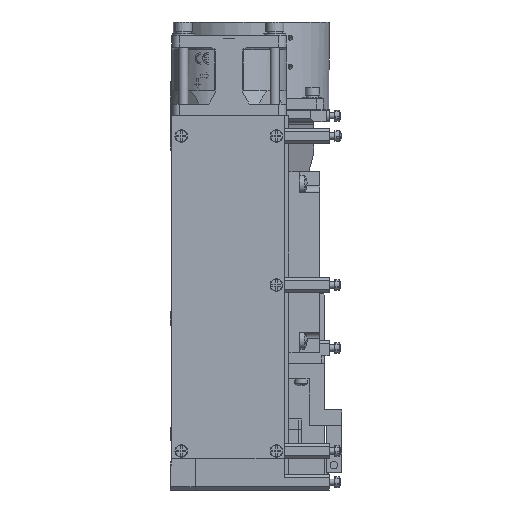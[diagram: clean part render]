
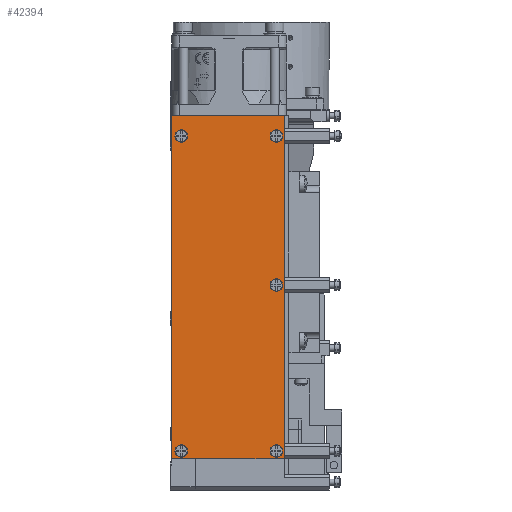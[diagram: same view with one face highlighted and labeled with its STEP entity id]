
A CAD part, front view. The second image highlights one B-rep face of the part: STEP entity #42394.
In plain terms, the highlighted planar face has unit normal (0, -1, 0).
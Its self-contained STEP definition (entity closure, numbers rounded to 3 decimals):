
#1724=PLANE('',#45538);
#3864=LINE('',#64091,#7785);
#3869=LINE('',#64102,#7790);
#3871=LINE('',#64106,#7792);
#3874=LINE('',#64112,#7795);
#7785=VECTOR('',#51674,1000.);
#7790=VECTOR('',#51681,1000.);
#7792=VECTOR('',#51685,1000.);
#7795=VECTOR('',#51690,1000.);
#13441=ORIENTED_EDGE('',*,*,#24307,.F.);
#13442=ORIENTED_EDGE('',*,*,#24302,.T.);
#13443=ORIENTED_EDGE('',*,*,#24309,.F.);
#13444=ORIENTED_EDGE('',*,*,#24312,.F.);
#13445=ORIENTED_EDGE('',*,*,#24313,.F.);
#13446=ORIENTED_EDGE('',*,*,#24314,.F.);
#13447=ORIENTED_EDGE('',*,*,#24315,.F.);
#13448=ORIENTED_EDGE('',*,*,#24316,.F.);
#13449=ORIENTED_EDGE('',*,*,#24317,.F.);
#24302=EDGE_CURVE('',#30032,#30033,#3864,.T.);
#24307=EDGE_CURVE('',#30032,#30037,#3869,.T.);
#24309=EDGE_CURVE('',#30038,#30033,#3871,.T.);
#24312=EDGE_CURVE('',#30037,#30038,#3874,.T.);
#24313=EDGE_CURVE('',#30040,#30040,#33625,.T.);
#24314=EDGE_CURVE('',#30041,#30041,#33626,.T.);
#24315=EDGE_CURVE('',#30042,#30042,#33627,.T.);
#24316=EDGE_CURVE('',#30043,#30043,#33628,.T.);
#24317=EDGE_CURVE('',#30044,#30044,#33629,.T.);
#30032=VERTEX_POINT('',#64092);
#30033=VERTEX_POINT('',#64093);
#30037=VERTEX_POINT('',#64103);
#30038=VERTEX_POINT('',#64107);
#30040=VERTEX_POINT('',#64114);
#30041=VERTEX_POINT('',#64116);
#30042=VERTEX_POINT('',#64118);
#30043=VERTEX_POINT('',#64120);
#30044=VERTEX_POINT('',#64122);
#33625=CIRCLE('',#45539,2.);
#33626=CIRCLE('',#45540,2.);
#33627=CIRCLE('',#45541,2.);
#33628=CIRCLE('',#45542,2.);
#33629=CIRCLE('',#45543,2.);
#35757=EDGE_LOOP('',(#13441,#13442,#13443,#13444));
#35758=EDGE_LOOP('',(#13445));
#35759=EDGE_LOOP('',(#13446));
#35760=EDGE_LOOP('',(#13447));
#35761=EDGE_LOOP('',(#13448));
#35762=EDGE_LOOP('',(#13449));
#38792=FACE_BOUND('',#35757,.T.);
#38793=FACE_BOUND('',#35758,.T.);
#38794=FACE_BOUND('',#35759,.T.);
#38795=FACE_BOUND('',#35760,.T.);
#38796=FACE_BOUND('',#35761,.T.);
#38797=FACE_BOUND('',#35762,.T.);
#42394=ADVANCED_FACE('',(#38792,#38793,#38794,#38795,#38796,#38797),#1724,
 .F.);
#45538=AXIS2_PLACEMENT_3D('',#64111,#51688,#51689);
#45539=AXIS2_PLACEMENT_3D('',#64113,#51691,#51692);
#45540=AXIS2_PLACEMENT_3D('',#64115,#51693,#51694);
#45541=AXIS2_PLACEMENT_3D('',#64117,#51695,#51696);
#45542=AXIS2_PLACEMENT_3D('',#64119,#51697,#51698);
#45543=AXIS2_PLACEMENT_3D('',#64121,#51699,#51700);
#51674=DIRECTION('',(-1.,0.,0.));
#51681=DIRECTION('',(0.,0.,-1.));
#51685=DIRECTION('',(0.,0.,1.));
#51688=DIRECTION('',(0.,1.,0.));
#51689=DIRECTION('',(1.,0.,0.));
#51690=DIRECTION('',(-1.,0.,0.));
#51691=DIRECTION('',(0.,-1.,0.));
#51692=DIRECTION('',(0.,0.,-1.));
#51693=DIRECTION('',(0.,-1.,0.));
#51694=DIRECTION('',(0.,0.,-1.));
#51695=DIRECTION('',(0.,-1.,0.));
#51696=DIRECTION('',(0.,0.,-1.));
#51697=DIRECTION('',(0.,-1.,0.));
#51698=DIRECTION('',(0.,0.,-1.));
#51699=DIRECTION('',(0.,-1.,0.));
#51700=DIRECTION('',(0.,0.,-1.));
#64091=CARTESIAN_POINT('',(14.25,0.,57.));
#64092=CARTESIAN_POINT('',(14.25,0.,57.));
#64093=CARTESIAN_POINT('',(-21.75,0.,57.));
#64102=CARTESIAN_POINT('',(14.25,0.,53.));
#64103=CARTESIAN_POINT('',(14.25,0.,-53.));
#64106=CARTESIAN_POINT('',(-21.75,0.,-53.));
#64107=CARTESIAN_POINT('',(-21.75,0.,-53.));
#64111=CARTESIAN_POINT('',(-21.75,0.,53.));
#64112=CARTESIAN_POINT('',(21.75,0.,-53.));
#64113=CARTESIAN_POINT('',(-18.75,0.,50.5));
#64114=CARTESIAN_POINT('',(-18.75,0.,48.5));
#64115=CARTESIAN_POINT('',(-18.75,0.,-50.5));
#64116=CARTESIAN_POINT('',(-18.75,0.,-52.5));
#64117=CARTESIAN_POINT('',(11.75,0.,-50.5));
#64118=CARTESIAN_POINT('',(11.75,0.,-52.5));
#64119=CARTESIAN_POINT('',(11.75,0.,2.7));
#64120=CARTESIAN_POINT('',(11.75,0.,0.7));
#64121=CARTESIAN_POINT('',(11.75,0.,50.5));
#64122=CARTESIAN_POINT('',(11.75,0.,48.5));
